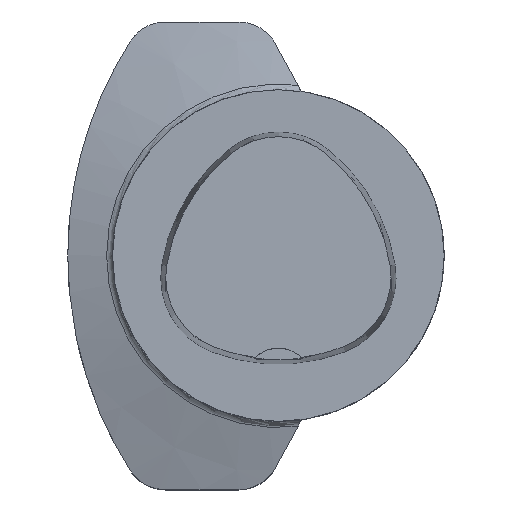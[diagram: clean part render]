
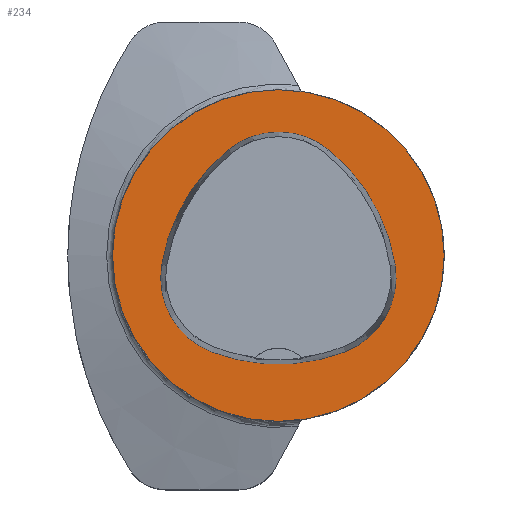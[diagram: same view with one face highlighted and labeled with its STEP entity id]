
A CAD part, top view. The second image highlights one B-rep face of the part: STEP entity #234.
In plain terms, the highlighted planar face has unit normal (0, 0, 1).
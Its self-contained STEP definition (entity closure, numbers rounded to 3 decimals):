
#88=FACE_BOUND('',#377,.T.);
#89=FACE_BOUND('',#378,.T.);
#234=ADVANCED_FACE('',(#88,#89),#291,.T.);
#291=PLANE('',#1043);
#377=EDGE_LOOP('',(#511,#512,#513,#514,#515,#516));
#378=EDGE_LOOP('',(#517));
#511=ORIENTED_EDGE('',*,*,#831,.T.);
#512=ORIENTED_EDGE('',*,*,#811,.T.);
#513=ORIENTED_EDGE('',*,*,#815,.T.);
#514=ORIENTED_EDGE('',*,*,#818,.T.);
#515=ORIENTED_EDGE('',*,*,#821,.T.);
#516=ORIENTED_EDGE('',*,*,#829,.T.);
#517=ORIENTED_EDGE('',*,*,#802,.F.);
#712=VERTEX_POINT('',#1482);
#721=VERTEX_POINT('',#1501);
#722=VERTEX_POINT('',#1502);
#725=VERTEX_POINT('',#1510);
#727=VERTEX_POINT('',#1516);
#729=VERTEX_POINT('',#1522);
#736=VERTEX_POINT('',#1543);
#802=EDGE_CURVE('',#712,#712,#918,.T.);
#811=EDGE_CURVE('',#721,#722,#919,.T.);
#815=EDGE_CURVE('',#722,#725,#921,.T.);
#818=EDGE_CURVE('',#725,#727,#923,.T.);
#821=EDGE_CURVE('',#727,#729,#925,.T.);
#829=EDGE_CURVE('',#729,#736,#929,.T.);
#831=EDGE_CURVE('',#736,#721,#931,.T.);
#918=CIRCLE('',#1015,25.);
#919=CIRCLE('',#1021,28.);
#921=CIRCLE('',#1024,12.);
#923=CIRCLE('',#1027,28.);
#925=CIRCLE('',#1030,12.);
#929=CIRCLE('',#1035,28.);
#931=CIRCLE('',#1038,12.);
#1015=AXIS2_PLACEMENT_3D('',#1481,#1166,#1167);
#1021=AXIS2_PLACEMENT_3D('',#1500,#1182,#1183);
#1024=AXIS2_PLACEMENT_3D('',#1509,#1190,#1191);
#1027=AXIS2_PLACEMENT_3D('',#1515,#1197,#1198);
#1030=AXIS2_PLACEMENT_3D('',#1521,#1204,#1205);
#1035=AXIS2_PLACEMENT_3D('',#1544,#1216,#1217);
#1038=AXIS2_PLACEMENT_3D('',#1547,#1222,#1223);
#1043=AXIS2_PLACEMENT_3D('',#1552,#1232,#1233);
#1166=DIRECTION('',(0.,0.,-1.));
#1167=DIRECTION('',(-1.,0.,0.));
#1182=DIRECTION('',(0.,0.,-1.));
#1183=DIRECTION('',(-1.,0.,0.));
#1190=DIRECTION('',(0.,0.,-1.));
#1191=DIRECTION('',(-1.,0.,0.));
#1197=DIRECTION('',(0.,0.,-1.));
#1198=DIRECTION('',(-1.,0.,0.));
#1204=DIRECTION('',(0.,0.,-1.));
#1205=DIRECTION('',(-1.,0.,0.));
#1216=DIRECTION('',(0.,0.,-1.));
#1217=DIRECTION('',(-1.,0.,0.));
#1222=DIRECTION('',(0.,0.,-1.));
#1223=DIRECTION('',(-1.,0.,0.));
#1232=DIRECTION('',(0.,0.,1.));
#1233=DIRECTION('',(1.,0.,0.));
#1481=CARTESIAN_POINT('',(0.,0.,0.));
#1482=CARTESIAN_POINT('',(-25.,0.,0.));
#1500=CARTESIAN_POINT('',(10.068,-5.824,0.));
#1501=CARTESIAN_POINT('',(-17.584,-1.424,0.));
#1502=CARTESIAN_POINT('',(-7.531,15.953,0.));
#1509=CARTESIAN_POINT('',(0.011,6.62,0.));
#1510=CARTESIAN_POINT('',(7.567,15.942,0.));
#1515=CARTESIAN_POINT('',(-10.063,-5.81,0.));
#1516=CARTESIAN_POINT('',(17.59,-1.418,0.));
#1521=CARTESIAN_POINT('',(5.739,-3.3,0.));
#1522=CARTESIAN_POINT('',(10.05,-14.499,0.));
#1543=CARTESIAN_POINT('',(-10.025,-14.516,0.));
#1544=CARTESIAN_POINT('',(-0.01,11.631,0.));
#1547=CARTESIAN_POINT('',(-5.733,-3.31,0.));
#1552=CARTESIAN_POINT('',(0.,0.,0.));
